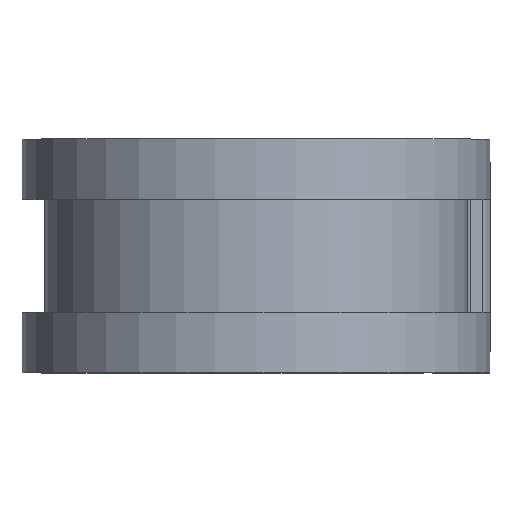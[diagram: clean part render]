
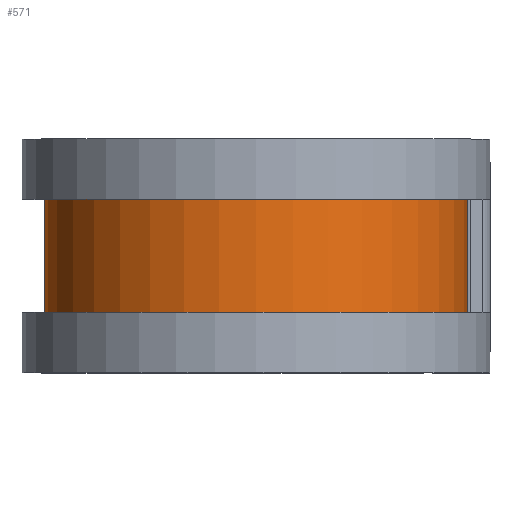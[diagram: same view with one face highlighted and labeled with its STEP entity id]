
A CAD part, top view. The second image highlights one B-rep face of the part: STEP entity #571.
In plain terms, the highlighted cylindrical face has radius 14.237 mm (diameter 28.473 mm), a partial arc.
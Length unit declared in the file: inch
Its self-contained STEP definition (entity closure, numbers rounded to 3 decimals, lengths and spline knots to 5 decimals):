
#22 = FACE_OUTER_BOUND ( 'NONE', #1641, .T. ) ;
#33 = CARTESIAN_POINT ( 'NONE',  ( 0., 0.25, -0.5605 ) ) ;
#42 = DIRECTION ( 'NONE',  ( 0., -1., 0. ) ) ;
#49 = VERTEX_POINT ( 'NONE', #922 ) ;
#175 = EDGE_CURVE ( 'NONE', #1526, #49, #710, .T. ) ;
#195 = DIRECTION ( 'NONE',  ( 0., -1., 0. ) ) ;
#286 = ORIENTED_EDGE ( 'NONE', *, *, #1539, .F. ) ;
#322 = AXIS2_PLACEMENT_3D ( 'NONE', #871, #42, #1002 ) ;
#334 = ORIENTED_EDGE ( 'NONE', *, *, #175, .F. ) ;
#378 = CARTESIAN_POINT ( 'NONE',  ( 0., -0.15, 0. ) ) ;
#395 = VERTEX_POINT ( 'NONE', #909 ) ;
#435 = DIRECTION ( 'NONE',  ( 0., 0., -1. ) ) ;
#455 = VERTEX_POINT ( 'NONE', #1578 ) ;
#571 = ADVANCED_FACE ( 'NONE', ( #22 ), #817, .T. ) ;
#581 = CIRCLE ( 'NONE', #1243, 0.5605 ) ;
#589 = VECTOR ( 'NONE', #195, 39.37008 ) ;
#683 = DIRECTION ( 'NONE',  ( 0., -1., 0. ) ) ;
#696 = DIRECTION ( 'NONE',  ( 0., -1., 0. ) ) ;
#710 = LINE ( 'NONE', #796, #1013 ) ;
#765 = CARTESIAN_POINT ( 'NONE',  ( 0.5605, 0.15, 0. ) ) ;
#796 = CARTESIAN_POINT ( 'NONE',  ( 0.5605, 0.25, 0. ) ) ;
#817 = CYLINDRICAL_SURFACE ( 'NONE', #1037, 0.5605 ) ;
#871 = CARTESIAN_POINT ( 'NONE',  ( 0., 0.15, 0. ) ) ;
#909 = CARTESIAN_POINT ( 'NONE',  ( 0., 0.15, -0.5605 ) ) ;
#922 = CARTESIAN_POINT ( 'NONE',  ( 0.5605, -0.15, 0. ) ) ;
#994 = ORIENTED_EDGE ( 'NONE', *, *, #1415, .T. ) ;
#1002 = DIRECTION ( 'NONE',  ( 0., 0., -1. ) ) ;
#1013 = VECTOR ( 'NONE', #683, 39.37008 ) ;
#1037 = AXIS2_PLACEMENT_3D ( 'NONE', #1590, #696, #435 ) ;
#1141 = LINE ( 'NONE', #33, #589 ) ;
#1243 = AXIS2_PLACEMENT_3D ( 'NONE', #378, #1292, #1283 ) ;
#1283 = DIRECTION ( 'NONE',  ( 0., 0., -1. ) ) ;
#1292 = DIRECTION ( 'NONE',  ( 0., -1., 0. ) ) ;
#1335 = ORIENTED_EDGE ( 'NONE', *, *, #1628, .T. ) ;
#1415 = EDGE_CURVE ( 'NONE', #395, #455, #1141, .T. ) ;
#1526 = VERTEX_POINT ( 'NONE', #765 ) ;
#1539 = EDGE_CURVE ( 'NONE', #49, #455, #581, .T. ) ;
#1578 = CARTESIAN_POINT ( 'NONE',  ( 0., -0.15, -0.5605 ) ) ;
#1590 = CARTESIAN_POINT ( 'NONE',  ( 0., 0.25, 0. ) ) ;
#1628 = EDGE_CURVE ( 'NONE', #1526, #395, #1697, .T. ) ;
#1641 = EDGE_LOOP ( 'NONE', ( #334, #1335, #994, #286 ) ) ;
#1697 = CIRCLE ( 'NONE', #322, 0.5605 ) ;
